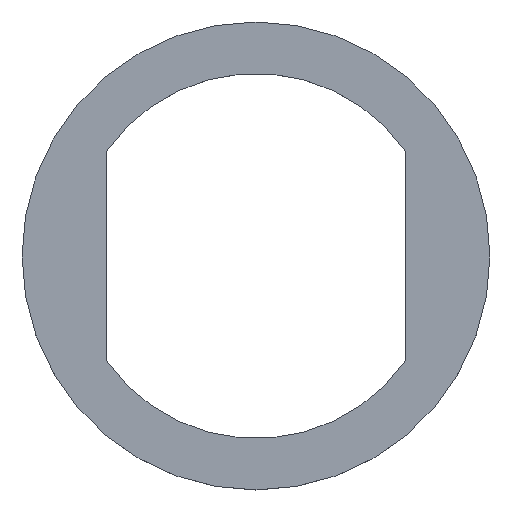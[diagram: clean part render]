
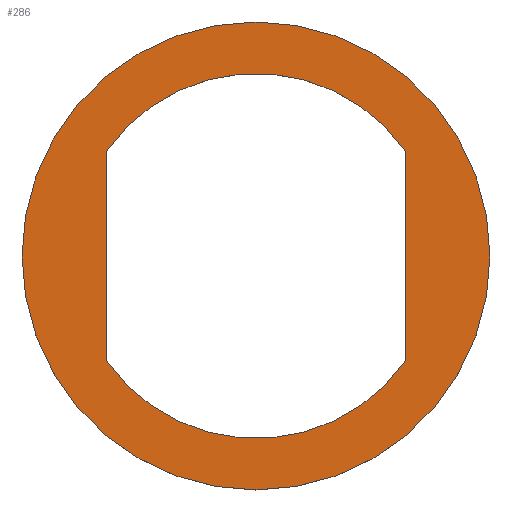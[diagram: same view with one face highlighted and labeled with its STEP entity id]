
A CAD part, top view. The second image highlights one B-rep face of the part: STEP entity #286.
In plain terms, the highlighted planar face has unit normal (0, 0, 1).
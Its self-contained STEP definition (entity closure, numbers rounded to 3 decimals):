
#2 = DIRECTION ( 'NONE',  ( 0., 0., 1. ) ) ;
#5 = CARTESIAN_POINT ( 'NONE',  ( 0., 0., 1.5 ) ) ;
#6 = DIRECTION ( 'NONE',  ( 1., 0., 0. ) ) ;
#10 = DIRECTION ( 'NONE',  ( 0., 0., 1. ) ) ;
#12 = DIRECTION ( 'NONE',  ( 1., 0., 0. ) ) ;
#13 = DIRECTION ( 'NONE',  ( 1., 0., 0. ) ) ;
#15 = CARTESIAN_POINT ( 'NONE',  ( 0., 0., 1.5 ) ) ;
#16 = DIRECTION ( 'NONE',  ( 0., 0., 1. ) ) ;
#21 = CARTESIAN_POINT ( 'NONE',  ( 0., 0., 1.5 ) ) ;
#83 = ORIENTED_EDGE ( 'NONE', *, *, #300, .F. ) ;
#84 = ORIENTED_EDGE ( 'NONE', *, *, #307, .T. ) ;
#85 = ORIENTED_EDGE ( 'NONE', *, *, #311, .T. ) ;
#87 = ORIENTED_EDGE ( 'NONE', *, *, #310, .F. ) ;
#91 = ORIENTED_EDGE ( 'NONE', *, *, #282, .F. ) ;
#92 = ORIENTED_EDGE ( 'NONE', *, *, #273, .F. ) ;
#94 = EDGE_LOOP ( 'NONE', ( #84, #85 ) ) ;
#95 = EDGE_LOOP ( 'NONE', ( #83, #92, #91, #87 ) ) ;
#104 = VERTEX_POINT ( 'NONE', #116 ) ;
#108 = VERTEX_POINT ( 'NONE', #120 ) ;
#109 = VERTEX_POINT ( 'NONE', #121 ) ;
#111 = VERTEX_POINT ( 'NONE', #123 ) ;
#112 = VERTEX_POINT ( 'NONE', #124 ) ;
#113 = VERTEX_POINT ( 'NONE', #125 ) ;
#116 = CARTESIAN_POINT ( 'NONE',  ( -8., 5.573, 1.5 ) ) ;
#120 = CARTESIAN_POINT ( 'NONE',  ( 8., 5.573, 1.5 ) ) ;
#121 = CARTESIAN_POINT ( 'NONE',  ( 8., -5.573, 1.5 ) ) ;
#123 = CARTESIAN_POINT ( 'NONE',  ( -8., -5.573, 1.5 ) ) ;
#124 = CARTESIAN_POINT ( 'NONE',  ( 12.5, 0., 1.5 ) ) ;
#125 = CARTESIAN_POINT ( 'NONE',  ( -12.5, 0., 1.5 ) ) ;
#130 = CARTESIAN_POINT ( 'NONE',  ( 0., 0., 1.5 ) ) ;
#133 = DIRECTION ( 'NONE',  ( 0., 0., 1. ) ) ;
#134 = DIRECTION ( 'NONE',  ( 1., 0., 0. ) ) ;
#137 = LINE ( 'NONE', #138, #227 ) ;
#138 = CARTESIAN_POINT ( 'NONE',  ( 8., 5.573, 1.5 ) ) ;
#141 = DIRECTION ( 'NONE',  ( 0., 1., 0. ) ) ;
#145 = PLANE ( 'NONE',  #205 ) ;
#152 = DIRECTION ( 'NONE',  ( 1., 0., 0. ) ) ;
#153 = DIRECTION ( 'NONE',  ( 0., 0., 1. ) ) ;
#154 = CARTESIAN_POINT ( 'NONE',  ( 0., 0., 1.5 ) ) ;
#182 = LINE ( 'NONE', #183, #224 ) ;
#183 = CARTESIAN_POINT ( 'NONE',  ( -8., -5.573, 1.5 ) ) ;
#184 = DIRECTION ( 'NONE',  ( 0., -1., 0. ) ) ;
#196 = FACE_OUTER_BOUND ( 'NONE', #94, .T. ) ;
#200 = FACE_BOUND ( 'NONE', #95, .T. ) ;
#201 = AXIS2_PLACEMENT_3D ( 'NONE', #130, #133, #134 ) ;
#205 = AXIS2_PLACEMENT_3D ( 'NONE', #154, #153, #152 ) ;
#214 = AXIS2_PLACEMENT_3D ( 'NONE', #5, #16, #6 ) ;
#220 = AXIS2_PLACEMENT_3D ( 'NONE', #15, #10, #13 ) ;
#224 = VECTOR ( 'NONE', #184, 1000. ) ;
#227 = VECTOR ( 'NONE', #141, 1000. ) ;
#230 = AXIS2_PLACEMENT_3D ( 'NONE', #21, #2, #12 ) ;
#273 = EDGE_CURVE ( 'NONE', #108, #104, #303, .T. ) ;
#281 = CIRCLE ( 'NONE', #220, 9.75 ) ;
#282 = EDGE_CURVE ( 'NONE', #109, #108, #137, .T. ) ;
#286 = ADVANCED_FACE ( 'NONE', ( #196, #200 ), #145, .T. ) ;
#289 = CIRCLE ( 'NONE', #230, 12.5 ) ;
#293 = CIRCLE ( 'NONE', #214, 12.5 ) ;
#300 = EDGE_CURVE ( 'NONE', #104, #111, #182, .T. ) ;
#303 = CIRCLE ( 'NONE', #201, 9.75 ) ;
#307 = EDGE_CURVE ( 'NONE', #113, #112, #289, .T. ) ;
#310 = EDGE_CURVE ( 'NONE', #111, #109, #281, .T. ) ;
#311 = EDGE_CURVE ( 'NONE', #112, #113, #293, .T. ) ;
